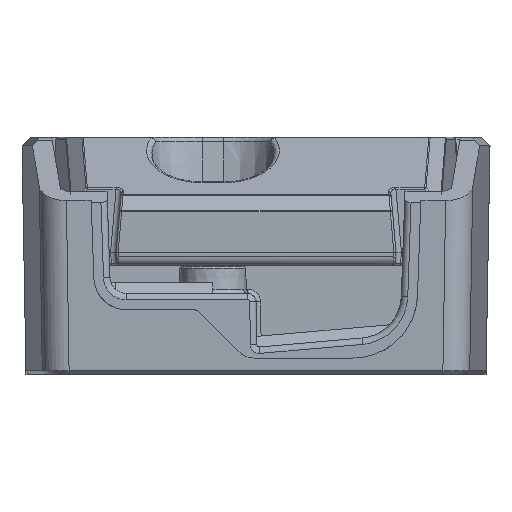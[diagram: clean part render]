
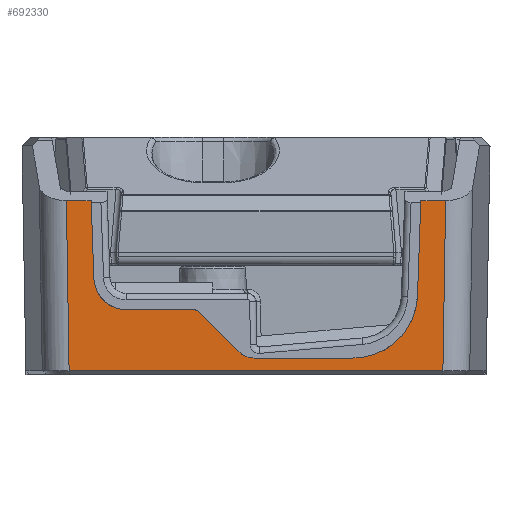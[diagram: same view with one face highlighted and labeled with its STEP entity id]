
A CAD part, front view. The second image highlights one B-rep face of the part: STEP entity #692330.
In plain terms, the highlighted face is planar.
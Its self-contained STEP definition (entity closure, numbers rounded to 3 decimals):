
#493960=CARTESIAN_POINT('',(-72.888,16.121,
-15.301));
#493970=VERTEX_POINT('',#493960);
#494000=CARTESIAN_POINT('',(-72.888,16.121,
-15.301));
#494010=DIRECTION('',(0.,0.,-1.));
#494020=VECTOR('',#494010,1.);
#494030=LINE('',#494000,#494020);
#494040=CARTESIAN_POINT('',(-72.888,16.121,
-17.602));
#494050=VERTEX_POINT('',#494040);
#494060=EDGE_CURVE('',#493970,#494050,#494030,.T.);
#689810=CARTESIAN_POINT('',(-72.612,0.332,
17.349));
#689820=VERTEX_POINT('',#689810);
#689850=CARTESIAN_POINT('',(-72.612,0.332,
17.349));
#689860=DIRECTION('',(-0.017,1.,
0.016));
#689870=VECTOR('',#689860,1.);
#689880=LINE('',#689850,#689870);
#689890=CARTESIAN_POINT('',(-72.888,16.121,
17.602));
#689900=VERTEX_POINT('',#689890);
#689910=EDGE_CURVE('',#689820,#689900,#689880,.T.);
#690220=CARTESIAN_POINT('',(-72.888,16.121,
17.602));
#690230=DIRECTION('',(0.,0.,-1.));
#690240=VECTOR('',#690230,1.);
#690250=LINE('',#690220,#690240);
#690260=CARTESIAN_POINT('',(-72.888,16.121,
15.301));
#690270=VERTEX_POINT('',#690260);
#690280=EDGE_CURVE('',#689900,#690270,#690250,.T.);
#691350=CARTESIAN_POINT('',(-73.,22.539,13.5));
#691360=DIRECTION('',(-1.,-0.017,0.));
#691370=DIRECTION('',(0.017,-1.,0.));
#691380=AXIS2_PLACEMENT_3D('',#691350,#691360,#691370);
#691390=PLANE('',#691380);
#691400=CARTESIAN_POINT('',(-72.762,8.895,
-15.049));
#691410=DIRECTION('',(-0.017,0.999,
-0.035));
#691420=VECTOR('',#691410,1.);
#691430=LINE('',#691400,#691420);
#691440=CARTESIAN_POINT('',(-72.762,8.895,
-15.049));
#691450=VERTEX_POINT('',#691440);
#691460=EDGE_CURVE('',#691450,#493970,#691430,.T.);
#691470=ORIENTED_EDGE('',*,*,#691460,.T.);
#691480=CARTESIAN_POINT('',(-72.764,9.,-12.051));
#691490=DIRECTION('',(-1.,-0.017,0.));
#691500=DIRECTION('',(-0.017,1.,0.));
#691510=AXIS2_PLACEMENT_3D('',#691480,#691490,#691500);
#691520=ELLIPSE('',#691510,3.,3.);
#691530=CARTESIAN_POINT('',(-72.711,6.,-12.051));
#691540=VERTEX_POINT('',#691530);
#691550=EDGE_CURVE('',#691450,#691540,#691520,.T.);
#691560=ORIENTED_EDGE('',*,*,#691550,.F.);
#691570=CARTESIAN_POINT('',(-72.711,6.,-5.914));
#691580=DIRECTION('',(0.,0.,-1.));
#691590=VECTOR('',#691580,1.);
#691600=LINE('',#691570,#691590);
#691610=CARTESIAN_POINT('',(-72.711,6.,-5.914));
#691620=VERTEX_POINT('',#691610);
#691630=EDGE_CURVE('',#691620,#691540,#691600,.T.);
#691640=ORIENTED_EDGE('',*,*,#691630,.T.);
#691650=CARTESIAN_POINT('',(-72.694,5.,-5.914));
#691660=DIRECTION('',(1.,0.017,0.));
#691670=DIRECTION('',(0.017,-1.,0.));
#691680=AXIS2_PLACEMENT_3D('',#691650,#691660,#691670);
#691690=ELLIPSE('',#691680,1.,1.);
#691700=CARTESIAN_POINT('',(-72.706,5.707,
-5.207));
#691710=VERTEX_POINT('',#691700);
#691720=EDGE_CURVE('',#691620,#691710,#691690,.T.);
#691730=ORIENTED_EDGE('',*,*,#691720,.F.);
#691740=CARTESIAN_POINT('',(-72.643,2.086,
-1.586));
#691750=DIRECTION('',(-0.012,0.707,
-0.707));
#691760=VECTOR('',#691750,1.);
#691770=LINE('',#691740,#691760);
#691780=CARTESIAN_POINT('',(-72.643,2.086,
-1.586));
#691790=VERTEX_POINT('',#691780);
#691800=EDGE_CURVE('',#691790,#691710,#691770,.T.);
#691810=ORIENTED_EDGE('',*,*,#691800,.T.);
#691820=CARTESIAN_POINT('',(-72.668,3.5,-0.172));
#691830=DIRECTION('',(-1.,-0.017,0.));
#691840=DIRECTION('',(0.017,-1.,0.));
#691850=AXIS2_PLACEMENT_3D('',#691820,#691830,#691840);
#691860=ELLIPSE('',#691850,2.,2.);
#691870=CARTESIAN_POINT('',(-72.633,1.5,-0.172));
#691880=VERTEX_POINT('',#691870);
#691890=EDGE_CURVE('',#691790,#691880,#691860,.T.);
#691900=ORIENTED_EDGE('',*,*,#691890,.F.);
#691910=CARTESIAN_POINT('',(-72.633,1.5,
8.996));
#691920=DIRECTION('',(0.,0.,-1.));
#691930=VECTOR('',#691920,1.);
#691940=LINE('',#691910,#691930);
#691950=CARTESIAN_POINT('',(-72.633,1.5,8.996));
#691960=VERTEX_POINT('',#691950);
#691970=EDGE_CURVE('',#691960,#691880,#691940,.T.);
#691980=ORIENTED_EDGE('',*,*,#691970,.T.);
#691990=CARTESIAN_POINT('',(-72.737,7.5,8.996));
#692000=DIRECTION('',(-1.,-0.017,0.));
#692010=DIRECTION('',(-0.017,1.,0.));
#692020=AXIS2_PLACEMENT_3D('',#691990,#692000,#692010);
#692030=ELLIPSE('',#692020,6.001,6.);
#692040=CARTESIAN_POINT('',(-72.734,7.291,
14.993));
#692050=VERTEX_POINT('',#692040);
#692060=EDGE_CURVE('',#691960,#692050,#692030,.T.);
#692070=ORIENTED_EDGE('',*,*,#692060,.F.);
#692080=CARTESIAN_POINT('',(-72.888,16.121,
15.301));
#692090=DIRECTION('',(0.017,-0.999,
-0.035));
#692100=VECTOR('',#692090,1.);
#692110=LINE('',#692080,#692100);
#692120=EDGE_CURVE('',#690270,#692050,#692110,.T.);
#692130=ORIENTED_EDGE('',*,*,#692120,.T.);
#692140=ORIENTED_EDGE('',*,*,#690280,.T.);
#692150=ORIENTED_EDGE('',*,*,#689910,.T.);
#692160=CARTESIAN_POINT('',(-72.612,0.332,
17.349));
#692170=DIRECTION('',(0.,0.,-1.));
#692180=VECTOR('',#692170,1.);
#692190=LINE('',#692160,#692180);
#692200=CARTESIAN_POINT('',(-72.612,0.332,
-17.349));
#692210=VERTEX_POINT('',#692200);
#692220=EDGE_CURVE('',#689820,#692210,#692190,.T.);
#692230=ORIENTED_EDGE('',*,*,#692220,.F.);
#692240=CARTESIAN_POINT('',(-72.888,16.121,
-17.602));
#692250=DIRECTION('',(0.017,-1.,
0.016));
#692260=VECTOR('',#692250,1.);
#692270=LINE('',#692240,#692260);
#692280=EDGE_CURVE('',#494050,#692210,#692270,.T.);
#692290=ORIENTED_EDGE('',*,*,#692280,.T.);
#692300=ORIENTED_EDGE('',*,*,#494060,.T.);
#692310=EDGE_LOOP('',(#692300,#692290,#692230,#692150,#692140,#692130,
#692070,#691980,#691900,#691810,#691730,#691640,#691560,#691470));
#692320=FACE_OUTER_BOUND('',#692310,.T.);
#692330=ADVANCED_FACE('',(#692320),#691390,.T.);
